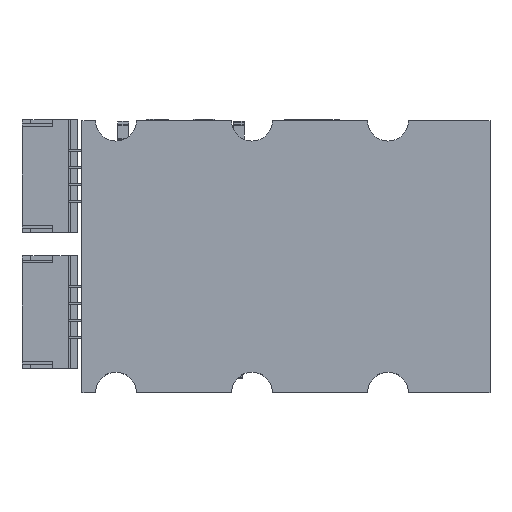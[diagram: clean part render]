
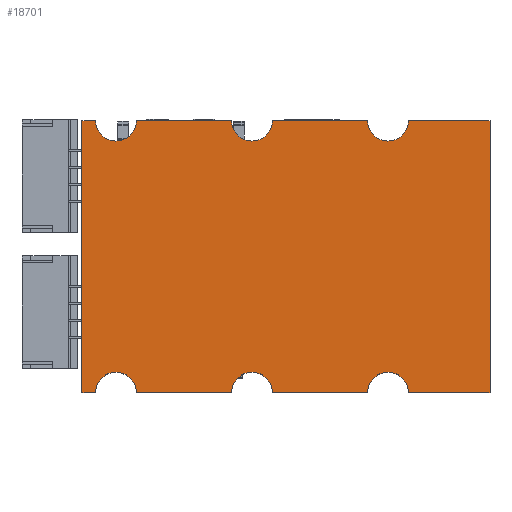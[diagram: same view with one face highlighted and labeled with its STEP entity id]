
A CAD part, top view. The second image highlights one B-rep face of the part: STEP entity #18701.
In plain terms, the highlighted planar face has unit normal (0, 0, 1).
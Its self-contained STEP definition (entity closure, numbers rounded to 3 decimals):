
#18176 = VERTEX_POINT('',#18177);
#18177 = CARTESIAN_POINT('',(1.,20.,1.51));
#18183 = EDGE_CURVE('',#18176,#18184,#18186,.T.);
#18184 = VERTEX_POINT('',#18185);
#18185 = CARTESIAN_POINT('',(4.,20.,1.51));
#18186 = CIRCLE('',#18187,1.5);
#18187 = AXIS2_PLACEMENT_3D('',#18188,#18189,#18190);
#18188 = CARTESIAN_POINT('',(2.5,20.,1.51));
#18189 = DIRECTION('',(0.,0.,1.));
#18190 = DIRECTION('',(-1.,0.,-0.));
#18216 = EDGE_CURVE('',#18184,#18217,#18219,.T.);
#18217 = VERTEX_POINT('',#18218);
#18218 = CARTESIAN_POINT('',(11.,20.,1.51));
#18219 = LINE('',#18220,#18221);
#18220 = CARTESIAN_POINT('',(4.,20.,1.51));
#18221 = VECTOR('',#18222,1.);
#18222 = DIRECTION('',(1.,0.,0.));
#18247 = EDGE_CURVE('',#18217,#18248,#18250,.T.);
#18248 = VERTEX_POINT('',#18249);
#18249 = CARTESIAN_POINT('',(14.,20.,1.51));
#18250 = CIRCLE('',#18251,1.5);
#18251 = AXIS2_PLACEMENT_3D('',#18252,#18253,#18254);
#18252 = CARTESIAN_POINT('',(12.5,20.,1.51));
#18253 = DIRECTION('',(0.,0.,1.));
#18254 = DIRECTION('',(-1.,0.,-0.));
#18280 = EDGE_CURVE('',#18248,#18281,#18283,.T.);
#18281 = VERTEX_POINT('',#18282);
#18282 = CARTESIAN_POINT('',(21.,20.,1.51));
#18283 = LINE('',#18284,#18285);
#18284 = CARTESIAN_POINT('',(14.,20.,1.51));
#18285 = VECTOR('',#18286,1.);
#18286 = DIRECTION('',(1.,0.,0.));
#18311 = EDGE_CURVE('',#18281,#18312,#18314,.T.);
#18312 = VERTEX_POINT('',#18313);
#18313 = CARTESIAN_POINT('',(24.,20.,1.51));
#18314 = CIRCLE('',#18315,1.5);
#18315 = AXIS2_PLACEMENT_3D('',#18316,#18317,#18318);
#18316 = CARTESIAN_POINT('',(22.5,20.,1.51));
#18317 = DIRECTION('',(0.,0.,1.));
#18318 = DIRECTION('',(-1.,0.,-0.));
#18344 = EDGE_CURVE('',#18312,#18345,#18347,.T.);
#18345 = VERTEX_POINT('',#18346);
#18346 = CARTESIAN_POINT('',(30.,20.,1.51));
#18347 = LINE('',#18348,#18349);
#18348 = CARTESIAN_POINT('',(24.,20.,1.51));
#18349 = VECTOR('',#18350,1.);
#18350 = DIRECTION('',(1.,0.,0.));
#18375 = EDGE_CURVE('',#18345,#18376,#18378,.T.);
#18376 = VERTEX_POINT('',#18377);
#18377 = CARTESIAN_POINT('',(30.,0.,1.51));
#18378 = LINE('',#18379,#18380);
#18379 = CARTESIAN_POINT('',(30.,20.,1.51));
#18380 = VECTOR('',#18381,1.);
#18381 = DIRECTION('',(0.,-1.,0.));
#18406 = EDGE_CURVE('',#18376,#18407,#18409,.T.);
#18407 = VERTEX_POINT('',#18408);
#18408 = CARTESIAN_POINT('',(24.,0.,1.51));
#18409 = LINE('',#18410,#18411);
#18410 = CARTESIAN_POINT('',(30.,0.,1.51));
#18411 = VECTOR('',#18412,1.);
#18412 = DIRECTION('',(-1.,0.,0.));
#18437 = EDGE_CURVE('',#18407,#18438,#18440,.T.);
#18438 = VERTEX_POINT('',#18439);
#18439 = CARTESIAN_POINT('',(21.,0.,1.51));
#18440 = CIRCLE('',#18441,1.5);
#18441 = AXIS2_PLACEMENT_3D('',#18442,#18443,#18444);
#18442 = CARTESIAN_POINT('',(22.5,0.,1.51));
#18443 = DIRECTION('',(0.,0.,1.));
#18444 = DIRECTION('',(1.,0.,-0.));
#18470 = EDGE_CURVE('',#18438,#18471,#18473,.T.);
#18471 = VERTEX_POINT('',#18472);
#18472 = CARTESIAN_POINT('',(14.,0.,1.51));
#18473 = LINE('',#18474,#18475);
#18474 = CARTESIAN_POINT('',(21.,0.,1.51));
#18475 = VECTOR('',#18476,1.);
#18476 = DIRECTION('',(-1.,0.,0.));
#18501 = EDGE_CURVE('',#18471,#18502,#18504,.T.);
#18502 = VERTEX_POINT('',#18503);
#18503 = CARTESIAN_POINT('',(11.,0.,1.51));
#18504 = CIRCLE('',#18505,1.5);
#18505 = AXIS2_PLACEMENT_3D('',#18506,#18507,#18508);
#18506 = CARTESIAN_POINT('',(12.5,0.,1.51));
#18507 = DIRECTION('',(0.,0.,1.));
#18508 = DIRECTION('',(1.,0.,-0.));
#18534 = EDGE_CURVE('',#18502,#18535,#18537,.T.);
#18535 = VERTEX_POINT('',#18536);
#18536 = CARTESIAN_POINT('',(4.,0.,1.51));
#18537 = LINE('',#18538,#18539);
#18538 = CARTESIAN_POINT('',(11.,0.,1.51));
#18539 = VECTOR('',#18540,1.);
#18540 = DIRECTION('',(-1.,0.,0.));
#18565 = EDGE_CURVE('',#18535,#18566,#18568,.T.);
#18566 = VERTEX_POINT('',#18567);
#18567 = CARTESIAN_POINT('',(1.,0.,1.51));
#18568 = CIRCLE('',#18569,1.5);
#18569 = AXIS2_PLACEMENT_3D('',#18570,#18571,#18572);
#18570 = CARTESIAN_POINT('',(2.5,0.,1.51));
#18571 = DIRECTION('',(0.,0.,1.));
#18572 = DIRECTION('',(1.,0.,-0.));
#18598 = EDGE_CURVE('',#18566,#18599,#18601,.T.);
#18599 = VERTEX_POINT('',#18600);
#18600 = CARTESIAN_POINT('',(0.,0.,1.51));
#18601 = LINE('',#18602,#18603);
#18602 = CARTESIAN_POINT('',(1.,0.,1.51));
#18603 = VECTOR('',#18604,1.);
#18604 = DIRECTION('',(-1.,0.,0.));
#18629 = EDGE_CURVE('',#18599,#18630,#18632,.T.);
#18630 = VERTEX_POINT('',#18631);
#18631 = CARTESIAN_POINT('',(0.,20.,1.51));
#18632 = LINE('',#18633,#18634);
#18633 = CARTESIAN_POINT('',(0.,0.,1.51));
#18634 = VECTOR('',#18635,1.);
#18635 = DIRECTION('',(0.,1.,0.));
#18660 = EDGE_CURVE('',#18630,#18176,#18661,.T.);
#18661 = LINE('',#18662,#18663);
#18662 = CARTESIAN_POINT('',(0.,20.,1.51));
#18663 = VECTOR('',#18664,1.);
#18664 = DIRECTION('',(1.,0.,0.));
#18701 = ADVANCED_FACE('',(#18702),#18720,.T.);
#18702 = FACE_BOUND('',#18703,.F.);
#18703 = EDGE_LOOP('',(#18704,#18705,#18706,#18707,#18708,#18709,#18710,
    #18711,#18712,#18713,#18714,#18715,#18716,#18717,#18718,#18719));
#18704 = ORIENTED_EDGE('',*,*,#18183,.T.);
#18705 = ORIENTED_EDGE('',*,*,#18216,.T.);
#18706 = ORIENTED_EDGE('',*,*,#18247,.T.);
#18707 = ORIENTED_EDGE('',*,*,#18280,.T.);
#18708 = ORIENTED_EDGE('',*,*,#18311,.T.);
#18709 = ORIENTED_EDGE('',*,*,#18344,.T.);
#18710 = ORIENTED_EDGE('',*,*,#18375,.T.);
#18711 = ORIENTED_EDGE('',*,*,#18406,.T.);
#18712 = ORIENTED_EDGE('',*,*,#18437,.T.);
#18713 = ORIENTED_EDGE('',*,*,#18470,.T.);
#18714 = ORIENTED_EDGE('',*,*,#18501,.T.);
#18715 = ORIENTED_EDGE('',*,*,#18534,.T.);
#18716 = ORIENTED_EDGE('',*,*,#18565,.T.);
#18717 = ORIENTED_EDGE('',*,*,#18598,.T.);
#18718 = ORIENTED_EDGE('',*,*,#18629,.T.);
#18719 = ORIENTED_EDGE('',*,*,#18660,.T.);
#18720 = PLANE('',#18721);
#18721 = AXIS2_PLACEMENT_3D('',#18722,#18723,#18724);
#18722 = CARTESIAN_POINT('',(0.,0.,1.51));
#18723 = DIRECTION('',(0.,0.,1.));
#18724 = DIRECTION('',(1.,0.,-0.));
